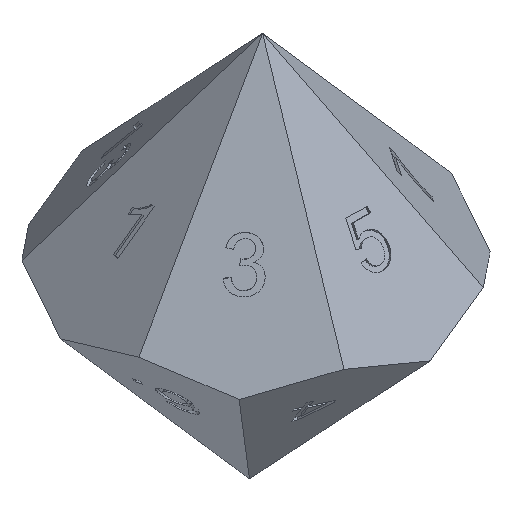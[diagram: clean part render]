
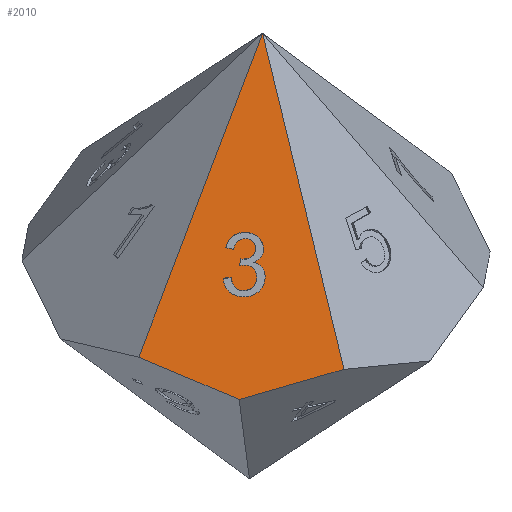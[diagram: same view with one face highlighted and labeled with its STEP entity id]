
A CAD part, isometric view. The second image highlights one B-rep face of the part: STEP entity #2010.
In plain terms, the highlighted planar face has unit normal (-0.556, -0.503, 0.661).
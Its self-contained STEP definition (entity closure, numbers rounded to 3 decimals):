
#135=CARTESIAN_POINT('',(-1.923,59.276,3.879));
#136=VERTEX_POINT('',#135);
#568=CARTESIAN_POINT('',(-10.787,51.975,-9.141));
#569=VERTEX_POINT('',#568);
#570=CARTESIAN_POINT('',(-6.736,49.043,-7.963));
#571=VERTEX_POINT('',#570);
#572=CARTESIAN_POINT('',(-10.787,51.975,-9.141));
#573=DIRECTION('',(0.789,-0.571,0.229));
#574=VECTOR('',#573,5.138);
#575=LINE('',#572,#574);
#576=EDGE_CURVE('',#569,#571,#575,.T.);
#785=CARTESIAN_POINT('',(-13.083,56.353,-7.741));
#786=VERTEX_POINT('',#785);
#800=CARTESIAN_POINT('',(-13.083,56.353,-7.741));
#801=DIRECTION('',(0.447,-0.852,-0.273));
#802=VECTOR('',#801,5.138);
#803=LINE('',#800,#802);
#804=EDGE_CURVE('',#786,#569,#803,.T.);
#1730=CARTESIAN_POINT('',(-1.923,59.276,3.879));
#1731=DIRECTION('',(-0.294,-0.625,-0.723));
#1732=VECTOR('',#1731,16.374);
#1733=LINE('',#1730,#1732);
#1734=EDGE_CURVE('',#136,#571,#1733,.T.);
#1863=CARTESIAN_POINT('',(-18.773,45.396,-20.872));
#1864=DIRECTION('',(-0.557,-0.503,0.661));
#1865=DIRECTION('',(0.753,0.03,0.657));
#1866=AXIS2_PLACEMENT_3D('',#1863,#1864,#1865);
#1867=PLANE('',#1866);
#1868=ORIENTED_EDGE('',*,*,#804,.T.);
#1869=ORIENTED_EDGE('',*,*,#576,.T.);
#1870=ORIENTED_EDGE('',*,*,#1734,.F.);
#1871=CARTESIAN_POINT('',(-1.923,59.276,3.879));
#1872=DIRECTION('',(-0.682,-0.179,-0.71));
#1873=VECTOR('',#1872,16.374);
#1874=LINE('',#1871,#1873);
#1875=EDGE_CURVE('',#136,#786,#1874,.T.);
#1876=ORIENTED_EDGE('',*,*,#1875,.T.);
#1877=EDGE_LOOP('',(#1868,#1869,#1870,#1876));
#1878=FACE_BOUND('',#1877,.T.);
#1879=CARTESIAN_POINT('',(-7.626,55.035,-4.15));
#1880=VERTEX_POINT('',#1879);
#1881=CARTESIAN_POINT('',(-7.65,55.488,-3.825));
#1882=VERTEX_POINT('',#1881);
#1883=CARTESIAN_POINT('',(-7.626,55.035,-4.15));
#1884=CARTESIAN_POINT('',(-7.611,55.015,-4.153));
#1885=CARTESIAN_POINT('',(-7.599,55.,-4.154));
#1886=CARTESIAN_POINT('',(-7.589,54.988,-4.154));
#1887=CARTESIAN_POINT('',(-7.485,54.871,-4.157));
#1888=CARTESIAN_POINT('',(-7.371,54.782,-4.128));
#1889=CARTESIAN_POINT('',(-7.247,54.723,-4.069));
#1890=CARTESIAN_POINT('',(-7.123,54.664,-4.01));
#1891=CARTESIAN_POINT('',(-7.018,54.67,-3.916));
#1892=CARTESIAN_POINT('',(-6.932,54.743,-3.788));
#1893=CARTESIAN_POINT('',(-6.864,54.801,-3.687));
#1894=CARTESIAN_POINT('',(-6.838,54.883,-3.602));
#1895=CARTESIAN_POINT('',(-6.854,54.99,-3.534));
#1896=CARTESIAN_POINT('',(-6.869,55.096,-3.467));
#1897=CARTESIAN_POINT('',(-6.925,55.204,-3.431));
#1898=CARTESIAN_POINT('',(-7.02,55.312,-3.429));
#1899=CARTESIAN_POINT('',(-7.115,55.42,-3.427));
#1900=CARTESIAN_POINT('',(-7.216,55.49,-3.459));
#1901=CARTESIAN_POINT('',(-7.324,55.523,-3.525));
#1902=CARTESIAN_POINT('',(-7.433,55.556,-3.591));
#1903=CARTESIAN_POINT('',(-7.541,55.545,-3.691));
#1904=CARTESIAN_POINT('',(-7.65,55.488,-3.825));
#1905=B_SPLINE_CURVE_WITH_KNOTS('',3,(#1883,#1884,#1885,#1886,#1887,#1888,#1889,#1890,#1891,#1892,#1893,#1894,#1895,#1896,#1897,#1898,#1899,#1900,#1901,#1902,#1903,#1904),.UNSPECIFIED.,.F.,.F.,(4,3,3,3,3,3,3,4),(0.,0.018,0.209,0.399,0.55,0.701,0.851,1.),.UNSPECIFIED.);
#1906=EDGE_CURVE('',#1880,#1882,#1905,.T.);
#1907=ORIENTED_EDGE('',*,*,#1906,.T.);
#1908=CARTESIAN_POINT('',(-7.86,55.793,-3.77));
#1909=VERTEX_POINT('',#1908);
#1910=CARTESIAN_POINT('',(-7.65,55.488,-3.825));
#1911=DIRECTION('',(-0.562,0.814,0.147));
#1912=VECTOR('',#1911,0.374);
#1913=LINE('',#1910,#1912);
#1914=EDGE_CURVE('',#1882,#1909,#1913,.T.);
#1915=ORIENTED_EDGE('',*,*,#1914,.T.);
#1916=CARTESIAN_POINT('',(-7.266,54.506,-4.249));
#1917=VERTEX_POINT('',#1916);
#1918=CARTESIAN_POINT('',(-7.86,55.793,-3.77));
#1919=CARTESIAN_POINT('',(-7.706,55.864,-3.586));
#1920=CARTESIAN_POINT('',(-7.542,55.869,-3.444));
#1921=CARTESIAN_POINT('',(-7.368,55.808,-3.345));
#1922=CARTESIAN_POINT('',(-7.195,55.746,-3.246));
#1923=CARTESIAN_POINT('',(-7.029,55.626,-3.198));
#1924=CARTESIAN_POINT('',(-6.873,55.448,-3.202));
#1925=CARTESIAN_POINT('',(-6.765,55.325,-3.205));
#1926=CARTESIAN_POINT('',(-6.683,55.197,-3.233));
#1927=CARTESIAN_POINT('',(-6.628,55.063,-3.288));
#1928=CARTESIAN_POINT('',(-6.572,54.93,-3.343));
#1929=CARTESIAN_POINT('',(-6.551,54.81,-3.417));
#1930=CARTESIAN_POINT('',(-6.564,54.703,-3.509));
#1931=CARTESIAN_POINT('',(-6.577,54.597,-3.601));
#1932=CARTESIAN_POINT('',(-6.618,54.514,-3.698));
#1933=CARTESIAN_POINT('',(-6.687,54.456,-3.8));
#1934=CARTESIAN_POINT('',(-6.752,54.4,-3.898));
#1935=CARTESIAN_POINT('',(-6.834,54.376,-3.985));
#1936=CARTESIAN_POINT('',(-6.934,54.383,-4.064));
#1937=CARTESIAN_POINT('',(-7.034,54.39,-4.143));
#1938=CARTESIAN_POINT('',(-7.144,54.431,-4.205));
#1939=CARTESIAN_POINT('',(-7.266,54.506,-4.249));
#1940=B_SPLINE_CURVE_WITH_KNOTS('',3,(#1918,#1919,#1920,#1921,#1922,#1923,#1924,#1925,#1926,#1927,#1928,#1929,#1930,#1931,#1932,#1933,#1934,#1935,#1936,#1937,#1938,#1939),.UNSPECIFIED.,.F.,.F.,(4,3,3,3,3,3,3,4),(0.,0.09,0.181,0.243,0.306,0.368,0.427,0.487),.UNSPECIFIED.);
#1941=EDGE_CURVE('',#1909,#1917,#1940,.T.);
#1942=ORIENTED_EDGE('',*,*,#1941,.T.);
#1943=CARTESIAN_POINT('',(-8.612,55.204,-4.851));
#1944=VERTEX_POINT('',#1943);
#1945=CARTESIAN_POINT('',(-7.266,54.506,-4.249));
#1946=CARTESIAN_POINT('',(-7.169,54.356,-4.283));
#1947=CARTESIAN_POINT('',(-7.121,54.216,-4.349));
#1948=CARTESIAN_POINT('',(-7.121,54.087,-4.447));
#1949=CARTESIAN_POINT('',(-7.122,53.958,-4.545));
#1950=CARTESIAN_POINT('',(-7.171,53.853,-4.667));
#1951=CARTESIAN_POINT('',(-7.268,53.77,-4.812));
#1952=CARTESIAN_POINT('',(-7.4,53.658,-5.009));
#1953=CARTESIAN_POINT('',(-7.575,53.635,-5.173));
#1954=CARTESIAN_POINT('',(-7.793,53.7,-5.307));
#1955=CARTESIAN_POINT('',(-8.011,53.766,-5.44));
#1956=CARTESIAN_POINT('',(-8.216,53.908,-5.505));
#1957=CARTESIAN_POINT('',(-8.409,54.127,-5.5));
#1958=CARTESIAN_POINT('',(-8.582,54.325,-5.496));
#1959=CARTESIAN_POINT('',(-8.687,54.522,-5.434));
#1960=CARTESIAN_POINT('',(-8.723,54.72,-5.313));
#1961=CARTESIAN_POINT('',(-8.758,54.917,-5.193));
#1962=CARTESIAN_POINT('',(-8.721,55.079,-5.039));
#1963=CARTESIAN_POINT('',(-8.612,55.204,-4.851));
#1964=B_SPLINE_CURVE_WITH_KNOTS('',3,(#1945,#1946,#1947,#1948,#1949,#1950,#1951,#1952,#1953,#1954,#1955,#1956,#1957,#1958,#1959,#1960,#1961,#1962,#1963),.UNSPECIFIED.,.F.,.F.,(4,3,3,3,3,3,4),(0.487,0.559,0.63,0.728,0.825,0.912,1.),.UNSPECIFIED.);
#1965=EDGE_CURVE('',#1917,#1944,#1964,.T.);
#1966=ORIENTED_EDGE('',*,*,#1965,.T.);
#1967=CARTESIAN_POINT('',(-8.344,54.948,-4.82));
#1968=VERTEX_POINT('',#1967);
#1969=CARTESIAN_POINT('',(-8.612,55.204,-4.851));
#1970=DIRECTION('',(0.721,-0.688,0.083));
#1971=VECTOR('',#1970,0.371);
#1972=LINE('',#1969,#1971);
#1973=EDGE_CURVE('',#1944,#1968,#1972,.T.);
#1974=ORIENTED_EDGE('',*,*,#1973,.T.);
#1975=CARTESIAN_POINT('',(-7.816,54.927,-4.392));
#1976=VERTEX_POINT('',#1975);
#1977=CARTESIAN_POINT('',(-8.344,54.948,-4.82));
#1978=CARTESIAN_POINT('',(-8.421,54.828,-4.978));
#1979=CARTESIAN_POINT('',(-8.45,54.709,-5.091));
#1980=CARTESIAN_POINT('',(-8.429,54.594,-5.162));
#1981=CARTESIAN_POINT('',(-8.408,54.478,-5.233));
#1982=CARTESIAN_POINT('',(-8.35,54.365,-5.269));
#1983=CARTESIAN_POINT('',(-8.254,54.256,-5.272));
#1984=CARTESIAN_POINT('',(-8.139,54.126,-5.274));
#1985=CARTESIAN_POINT('',(-8.013,54.042,-5.232));
#1986=CARTESIAN_POINT('',(-7.873,54.003,-5.144));
#1987=CARTESIAN_POINT('',(-7.734,53.965,-5.056));
#1988=CARTESIAN_POINT('',(-7.62,53.984,-4.945));
#1989=CARTESIAN_POINT('',(-7.53,54.06,-4.812));
#1990=CARTESIAN_POINT('',(-7.445,54.132,-4.685));
#1991=CARTESIAN_POINT('',(-7.411,54.233,-4.58));
#1992=CARTESIAN_POINT('',(-7.429,54.363,-4.496));
#1993=CARTESIAN_POINT('',(-7.446,54.493,-4.412));
#1994=CARTESIAN_POINT('',(-7.511,54.622,-4.368));
#1995=CARTESIAN_POINT('',(-7.624,54.75,-4.365));
#1996=CARTESIAN_POINT('',(-7.67,54.802,-4.364));
#1997=CARTESIAN_POINT('',(-7.734,54.861,-4.373));
#1998=CARTESIAN_POINT('',(-7.816,54.927,-4.392));
#1999=B_SPLINE_CURVE_WITH_KNOTS('',3,(#1977,#1978,#1979,#1980,#1981,#1982,#1983,#1984,#1985,#1986,#1987,#1988,#1989,#1990,#1991,#1992,#1993,#1994,#1995,#1996,#1997,#1998),.UNSPECIFIED.,.F.,.F.,(4,3,3,3,3,3,3,4),(0.,0.141,0.282,0.449,0.616,0.775,0.935,1.),.UNSPECIFIED.);
#2000=EDGE_CURVE('',#1968,#1976,#1999,.T.);
#2001=ORIENTED_EDGE('',*,*,#2000,.T.);
#2002=CARTESIAN_POINT('',(-7.816,54.927,-4.392));
#2003=DIRECTION('',(0.583,0.33,0.742));
#2004=VECTOR('',#2003,0.326);
#2005=LINE('',#2002,#2004);
#2006=EDGE_CURVE('',#1976,#1880,#2005,.T.);
#2007=ORIENTED_EDGE('',*,*,#2006,.T.);
#2008=EDGE_LOOP('',(#1907,#1915,#1942,#1966,#1974,#2001,#2007));
#2009=FACE_BOUND('',#2008,.T.);
#2010=ADVANCED_FACE('',(#1878,#2009),#1867,.T.);
